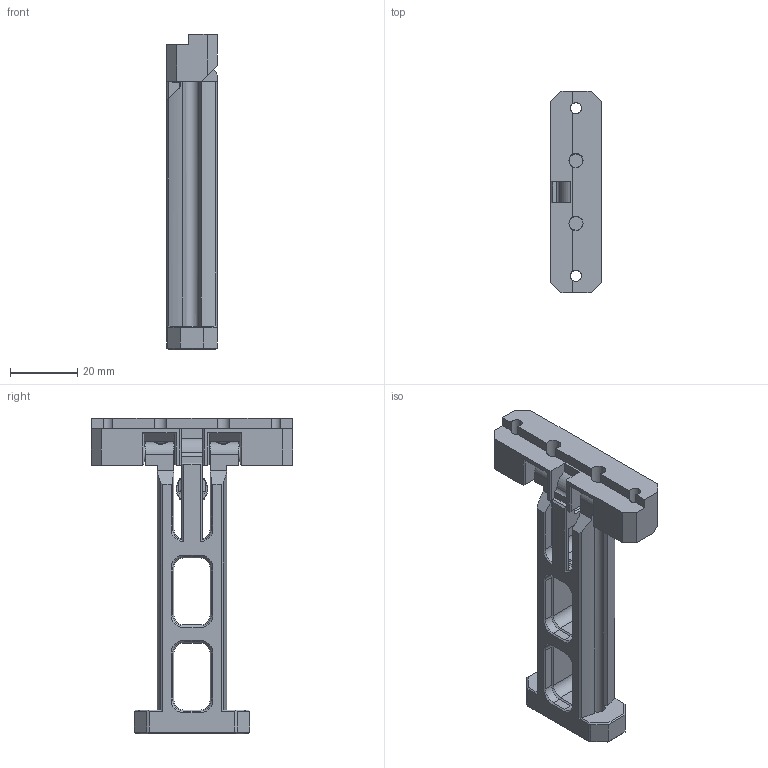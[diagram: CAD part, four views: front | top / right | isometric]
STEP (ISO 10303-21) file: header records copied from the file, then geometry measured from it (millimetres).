
FILE_DESCRIPTION(/* description */ (''),/* implementation_level */ '2;1');
FILE_NAME(/* name */ 'Spool Holder v13.step',/* time_stamp */ '2023-01-26T17:51:20+01:00',/* author */ (''),/* organization */ (''),/* preprocessor_version */ 'ST-DEVELOPER v19.2',/* originating_system */ 'Autodesk Translation Framework v11.17.0.187',/* authorisation */ '');
FILE_SCHEMA (('AUTOMOTIVE_DESIGN { 1 0 10303 214 3 1 1 }'));
Length unit declared in the file: millimetre
Products named in the file (3): Spool Holder; Arm; rear
Assembly tree (2 placements, depth 2):
  Spool Holder
    Arm
    rear
Bounding box: 15 x 60 x 94 mm (x, y, z)
Volume: 22695.8 mm3; surface area: 14224.3 mm2
Topology: 2 solids, 2 shells, 338 faces, 862 edges, 525 vertices
Faces by surface type: plane 229, cylinder 63, cone 43, bspline 3
Full cylindrical faces by diameter (mm): 3.3 x2, 4.2 x4, 4.5 x3, 5 x3, 6.6 x2
Entity records: 10375 total; most frequent: CARTESIAN_POINT 2065, ORIENTED_EDGE 1724, DIRECTION 1704, EDGE_CURVE 862, LINE 642, VECTOR 642, AXIS2_PLACEMENT_3D 531, VERTEX_POINT 525
